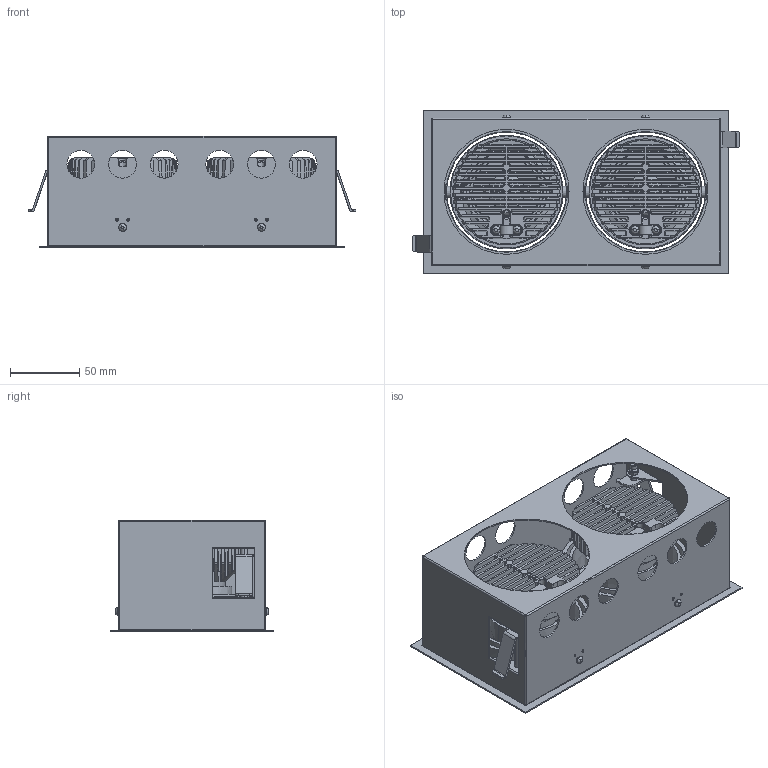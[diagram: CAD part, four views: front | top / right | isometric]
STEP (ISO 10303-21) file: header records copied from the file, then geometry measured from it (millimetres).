
FILE_DESCRIPTION (( 'STEP AP203' ), '1' );
FILE_NAME ('SWG-MOD-RE1220.STEP', '2020-03-16T01:31:56', ( 'PC' ), ( 'Microsoft' ), 'SwSTEP 2.0', 'SolidWorks 2017', '' );
FILE_SCHEMA (( 'CONFIG_CONTROL_DESIGN' ));
Length unit declared in the file: millimetre
Products named in the file (19): M5X60; SWG-12W 笢遺; M5滅侂蹟譫; CXA 1507; 3X6埴芛囀鞠蹟佪; 僭倛揤盄啣; SWG-12W 2腑俋遺; M3疏檢貌侗; 3X5埴芛囀鞠蹟佪; M4滅侂蹟譫; SWG-MOD-RE1220; M2.5X5沉头十字小头螺丝; RE-001A-R0ヶ遠; M4X14麥芛囀鞠褒蹟佪; RE-001A-R0散热器2018-04-16开模的后加工图; SWG-12W 腑芛; SHI-SL-04460B; 揤啣; SL-CXA1507-HD-A-V2
Assembly tree (32 placements, depth 3):
  SWG-MOD-RE1220
    SWG-12W 2腑俋遺
    SWG-12W 腑芛  x2
      M4滅侂蹟譫
      RE-001A-R0ヶ遠
      RE-001A-R0散热器2018-04-16开模的后加工图
      SHI-SL-04460B
      SL-CXA1507-HD-A-V2
      SWG-12W 笢遺
      CXA 1507
      僭倛揤盄啣
      3X5埴芛囀鞠蹟佪
      M2.5X5沉头十字小头螺丝
      M4X14麥芛囀鞠褒蹟佪
    揤啣  x2
    M5X60  x2
    M5滅侂蹟譫  x2
    3X6埴芛囀鞠蹟佪  x4
    M3疏檢貌侗  x4
Bounding box: 235.91 x 118 x 80 mm (x, y, z)
Volume: 311438.7 mm3; surface area: 337342.7 mm2
Topology: 45 solids, 45 shells, 5646 faces, 13454 edges, 7910 vertices
Faces by surface type: bspline 3218, plane 1198, cylinder 650, cone 396, torus 128, sphere 56
Entity records: 234533 total; most frequent: CARTESIAN_POINT 179570, ORIENTED_EDGE 13420, EDGE_CURVE 6710, DIRECTION 6389, VERTEX_POINT 3963, B_SPLINE_CURVE_WITH_KNOTS 3661, EDGE_LOOP 2975, FACE_OUTER_BOUND 2833
